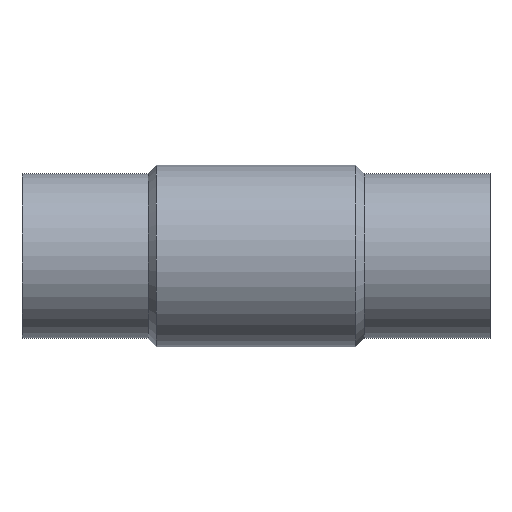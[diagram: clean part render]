
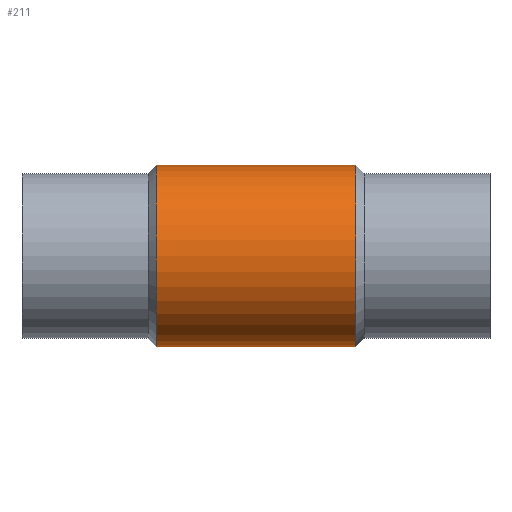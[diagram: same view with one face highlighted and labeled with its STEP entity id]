
A CAD part, top view. The second image highlights one B-rep face of the part: STEP entity #211.
In plain terms, the highlighted cylindrical face has radius 60.5 mm (diameter 121 mm), a full revolution.
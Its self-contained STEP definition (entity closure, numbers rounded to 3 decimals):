
#25=FACE_OUTER_BOUND('',#38,.T.);
#38=EDGE_LOOP('',(#149,#150,#151,#152,#153,#154,#155,#156,#157));
#56=B_SPLINE_CURVE_WITH_KNOTS('',3,(#416,#417,#418,#419,#420,#421,#422,
#423,#424,#425,#426,#427,#428,#429,#430,#431,#432,#433,#434,#435,#436,#437,
#438,#439,#440,#441,#442,#443,#444,#445,#446,#447,#448,#449),
 .UNSPECIFIED.,.F.,.F.,(4,2,2,2,2,2,2,2,2,2,2,2,2,2,2,2,4),(8.039,
9.025,10.012,10.998,11.984,13.008,
14.031,15.054,16.077,17.101,18.124,
19.147,20.17,21.157,22.143,23.13,
24.116),.UNSPECIFIED.);
#57=B_SPLINE_CURVE_WITH_KNOTS('',3,(#454,#455,#456,#457,#458,#459,#460,
#461,#462,#463,#464,#465,#466,#467,#468,#469,#470,#471),.UNSPECIFIED.,.F.,
 .F.,(4,2,2,2,2,2,2,2,4),(24.116,25.103,26.089,
27.075,28.062,29.085,30.108,31.132,
32.155),.UNSPECIFIED.);
#58=B_SPLINE_CURVE_WITH_KNOTS('',3,(#472,#473,#474,#475,#476,#477,#478,
#479,#480,#481,#482,#483,#484,#485,#486,#487,#488,#489),.UNSPECIFIED.,.F.,
 .F.,(4,2,2,2,2,2,2,2,4),(0.,1.023,2.046,3.07,
4.093,5.079,6.066,7.052,8.039),
 .UNSPECIFIED.);
#60=LINE('',#414,#72);
#61=LINE('',#451,#73);
#72=VECTOR('',#279,60.5);
#73=VECTOR('',#280,60.5);
#84=CIRCLE('',#246,60.5);
#85=CIRCLE('',#247,60.5);
#99=VERTEX_POINT('',#411);
#100=VERTEX_POINT('',#413);
#101=VERTEX_POINT('',#415);
#102=VERTEX_POINT('',#450);
#103=VERTEX_POINT('',#453);
#118=EDGE_CURVE('',#99,#99,#84,.T.);
#119=EDGE_CURVE('',#99,#100,#60,.T.);
#120=EDGE_CURVE('',#100,#101,#56,.T.);
#121=EDGE_CURVE('',#101,#102,#61,.T.);
#122=EDGE_CURVE('',#102,#102,#85,.T.);
#123=EDGE_CURVE('',#101,#103,#57,.T.);
#124=EDGE_CURVE('',#103,#100,#58,.T.);
#149=ORIENTED_EDGE('',*,*,#118,.F.);
#150=ORIENTED_EDGE('',*,*,#119,.T.);
#151=ORIENTED_EDGE('',*,*,#120,.T.);
#152=ORIENTED_EDGE('',*,*,#121,.T.);
#153=ORIENTED_EDGE('',*,*,#122,.T.);
#154=ORIENTED_EDGE('',*,*,#121,.F.);
#155=ORIENTED_EDGE('',*,*,#123,.T.);
#156=ORIENTED_EDGE('',*,*,#124,.T.);
#157=ORIENTED_EDGE('',*,*,#119,.F.);
#204=CYLINDRICAL_SURFACE('',#245,60.5);
#211=ADVANCED_FACE('',(#25),#204,.T.);
#245=AXIS2_PLACEMENT_3D('',#410,#275,#276);
#246=AXIS2_PLACEMENT_3D('',#412,#277,#278);
#247=AXIS2_PLACEMENT_3D('',#452,#281,#282);
#275=DIRECTION('center_axis',(-1.,0.,0.));
#276=DIRECTION('ref_axis',(0.,0.,1.));
#277=DIRECTION('center_axis',(-1.,0.,0.));
#278=DIRECTION('ref_axis',(0.,0.,1.));
#279=DIRECTION('',(1.,0.,0.));
#280=DIRECTION('',(1.,0.,0.));
#281=DIRECTION('center_axis',(-1.,0.,0.));
#282=DIRECTION('ref_axis',(0.,0.,1.));
#410=CARTESIAN_POINT('Origin',(0.,0.,0.));
#411=CARTESIAN_POINT('',(-66.5,0.,-60.5));
#412=CARTESIAN_POINT('Origin',(-66.5,0.,0.));
#413=CARTESIAN_POINT('',(-49.5,0.,-60.5));
#414=CARTESIAN_POINT('',(0.,0.,-60.5));
#415=CARTESIAN_POINT('',(49.5,0.,-60.5));
#416=CARTESIAN_POINT('Ctrl Pts',(-49.5,0.,-60.5));
#417=CARTESIAN_POINT('Ctrl Pts',(-49.5,-3.288,-60.5));
#418=CARTESIAN_POINT('Ctrl Pts',(-49.167,-6.636,-60.227));
#419=CARTESIAN_POINT('Ctrl Pts',(-47.826,-13.194,-59.137));
#420=CARTESIAN_POINT('Ctrl Pts',(-46.819,-16.404,-58.322));
#421=CARTESIAN_POINT('Ctrl Pts',(-44.23,-22.468,-56.265));
#422=CARTESIAN_POINT('Ctrl Pts',(-42.647,-25.329,-55.022));
#423=CARTESIAN_POINT('Ctrl Pts',(-39.071,-30.556,-52.3));
#424=CARTESIAN_POINT('Ctrl Pts',(-37.08,-32.923,-50.821));
#425=CARTESIAN_POINT('Ctrl Pts',(-32.846,-37.158,-47.818));
#426=CARTESIAN_POINT('Ctrl Pts',(-30.432,-39.169,-46.172));
#427=CARTESIAN_POINT('Ctrl Pts',(-25.191,-42.728,-42.9));
#428=CARTESIAN_POINT('Ctrl Pts',(-22.365,-44.278,-41.273));
#429=CARTESIAN_POINT('Ctrl Pts',(-16.406,-46.814,-38.371));
#430=CARTESIAN_POINT('Ctrl Pts',(-13.269,-47.804,-37.099));
#431=CARTESIAN_POINT('Ctrl Pts',(-6.773,-49.147,-35.301));
#432=CARTESIAN_POINT('Ctrl Pts',(-3.411,-49.5,-34.785));
#433=CARTESIAN_POINT('Ctrl Pts',(3.411,-49.5,-34.785));
#434=CARTESIAN_POINT('Ctrl Pts',(6.773,-49.147,-35.301));
#435=CARTESIAN_POINT('Ctrl Pts',(13.269,-47.804,-37.099));
#436=CARTESIAN_POINT('Ctrl Pts',(16.406,-46.814,-38.371));
#437=CARTESIAN_POINT('Ctrl Pts',(22.365,-44.278,-41.273));
#438=CARTESIAN_POINT('Ctrl Pts',(25.191,-42.728,-42.9));
#439=CARTESIAN_POINT('Ctrl Pts',(30.432,-39.169,-46.172));
#440=CARTESIAN_POINT('Ctrl Pts',(32.846,-37.158,-47.818));
#441=CARTESIAN_POINT('Ctrl Pts',(37.08,-32.923,-50.821));
#442=CARTESIAN_POINT('Ctrl Pts',(39.071,-30.556,-52.3));
#443=CARTESIAN_POINT('Ctrl Pts',(42.647,-25.329,-55.022));
#444=CARTESIAN_POINT('Ctrl Pts',(44.23,-22.468,-56.265));
#445=CARTESIAN_POINT('Ctrl Pts',(46.819,-16.404,-58.322));
#446=CARTESIAN_POINT('Ctrl Pts',(47.826,-13.194,-59.137));
#447=CARTESIAN_POINT('Ctrl Pts',(49.167,-6.636,-60.227));
#448=CARTESIAN_POINT('Ctrl Pts',(49.5,-3.288,-60.5));
#449=CARTESIAN_POINT('Ctrl Pts',(49.5,0.,-60.5));
#450=CARTESIAN_POINT('',(66.5,0.,-60.5));
#451=CARTESIAN_POINT('',(0.,0.,-60.5));
#452=CARTESIAN_POINT('Origin',(66.5,0.,0.));
#453=CARTESIAN_POINT('',(0.,49.5,-34.785));
#454=CARTESIAN_POINT('Ctrl Pts',(49.5,0.,-60.5));
#455=CARTESIAN_POINT('Ctrl Pts',(49.5,3.288,-60.5));
#456=CARTESIAN_POINT('Ctrl Pts',(49.167,6.636,-60.227));
#457=CARTESIAN_POINT('Ctrl Pts',(47.826,13.194,-59.137));
#458=CARTESIAN_POINT('Ctrl Pts',(46.819,16.404,-58.322));
#459=CARTESIAN_POINT('Ctrl Pts',(44.23,22.468,-56.265));
#460=CARTESIAN_POINT('Ctrl Pts',(42.647,25.329,-55.022));
#461=CARTESIAN_POINT('Ctrl Pts',(39.071,30.556,-52.3));
#462=CARTESIAN_POINT('Ctrl Pts',(37.08,32.923,-50.821));
#463=CARTESIAN_POINT('Ctrl Pts',(32.846,37.158,-47.818));
#464=CARTESIAN_POINT('Ctrl Pts',(30.432,39.169,-46.172));
#465=CARTESIAN_POINT('Ctrl Pts',(25.191,42.728,-42.9));
#466=CARTESIAN_POINT('Ctrl Pts',(22.365,44.278,-41.273));
#467=CARTESIAN_POINT('Ctrl Pts',(16.406,46.814,-38.371));
#468=CARTESIAN_POINT('Ctrl Pts',(13.269,47.804,-37.099));
#469=CARTESIAN_POINT('Ctrl Pts',(6.773,49.147,-35.301));
#470=CARTESIAN_POINT('Ctrl Pts',(3.411,49.5,-34.785));
#471=CARTESIAN_POINT('Ctrl Pts',(0.,49.5,-34.785));
#472=CARTESIAN_POINT('Ctrl Pts',(0.,49.5,-34.785));
#473=CARTESIAN_POINT('Ctrl Pts',(-3.411,49.5,-34.785));
#474=CARTESIAN_POINT('Ctrl Pts',(-6.773,49.147,-35.301));
#475=CARTESIAN_POINT('Ctrl Pts',(-13.269,47.804,-37.099));
#476=CARTESIAN_POINT('Ctrl Pts',(-16.406,46.814,-38.371));
#477=CARTESIAN_POINT('Ctrl Pts',(-22.365,44.278,-41.273));
#478=CARTESIAN_POINT('Ctrl Pts',(-25.191,42.728,-42.9));
#479=CARTESIAN_POINT('Ctrl Pts',(-30.432,39.169,-46.172));
#480=CARTESIAN_POINT('Ctrl Pts',(-32.846,37.158,-47.818));
#481=CARTESIAN_POINT('Ctrl Pts',(-37.08,32.923,-50.821));
#482=CARTESIAN_POINT('Ctrl Pts',(-39.071,30.556,-52.3));
#483=CARTESIAN_POINT('Ctrl Pts',(-42.647,25.329,-55.022));
#484=CARTESIAN_POINT('Ctrl Pts',(-44.23,22.468,-56.265));
#485=CARTESIAN_POINT('Ctrl Pts',(-46.819,16.404,-58.322));
#486=CARTESIAN_POINT('Ctrl Pts',(-47.826,13.194,-59.137));
#487=CARTESIAN_POINT('Ctrl Pts',(-49.167,6.636,-60.227));
#488=CARTESIAN_POINT('Ctrl Pts',(-49.5,3.288,-60.5));
#489=CARTESIAN_POINT('Ctrl Pts',(-49.5,0.,-60.5));
